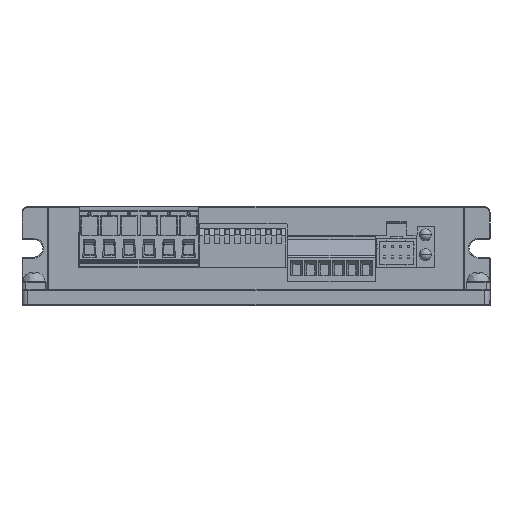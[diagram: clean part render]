
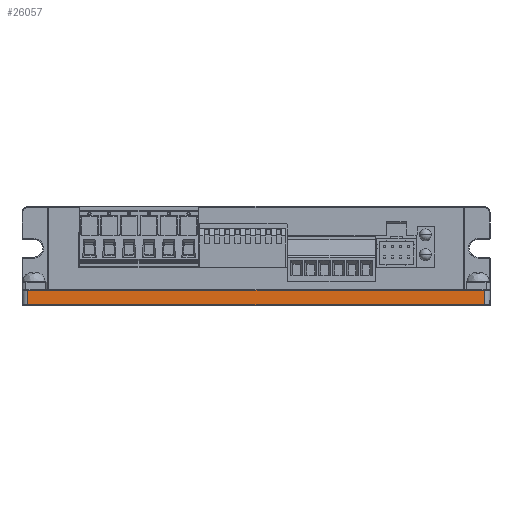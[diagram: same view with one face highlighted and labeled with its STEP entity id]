
A CAD part, top view. The second image highlights one B-rep face of the part: STEP entity #26057.
In plain terms, the highlighted planar face has unit normal (0, 0, 1).
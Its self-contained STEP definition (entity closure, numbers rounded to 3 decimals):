
#2088=DIRECTION('',(1.,0.,0.));
#2089=VECTOR('',#2088,115.);
#2090=CARTESIAN_POINT('',(1.5,-0.3,1.));
#2091=LINE('',#2090,#2089);
#2092=DIRECTION('',(0.,-1.,0.));
#2093=VECTOR('',#2092,3.6);
#2094=CARTESIAN_POINT('',(1.5,3.3,1.));
#2095=LINE('',#2094,#2093);
#2104=DIRECTION('',(-1.,0.,0.));
#2105=VECTOR('',#2104,115.);
#2106=CARTESIAN_POINT('',(116.5,3.3,1.));
#2107=LINE('',#2106,#2105);
#10841=DIRECTION('',(0.,1.,0.));
#10842=VECTOR('',#10841,3.6);
#10843=CARTESIAN_POINT('',(116.5,-0.3,1.));
#10844=LINE('',#10843,#10842);
#20452=CARTESIAN_POINT('',(1.5,-0.3,1.));
#20454=VERTEX_POINT('',#20452);
#20455=CARTESIAN_POINT('',(1.5,3.3,1.));
#20456=VERTEX_POINT('',#20455);
#20464=CARTESIAN_POINT('',(116.5,-0.3,1.));
#20465=VERTEX_POINT('',#20464);
#20466=CARTESIAN_POINT('',(116.5,3.3,1.));
#20467=VERTEX_POINT('',#20466);
#26044=CARTESIAN_POINT('',(59.,1.5,1.));
#26045=DIRECTION('',(0.,0.,1.));
#26046=DIRECTION('',(0.,-1.,0.));
#26047=AXIS2_PLACEMENT_3D('',#26044,#26045,#26046);
#26048=PLANE('',#26047);
#26049=ORIENTED_EDGE('',*,*,#26038,.F.);
#26050=ORIENTED_EDGE('',*,*,#25966,.F.);
#26052=ORIENTED_EDGE('',*,*,#26051,.F.);
#26054=ORIENTED_EDGE('',*,*,#26053,.F.);
#26055=EDGE_LOOP('',(#26049,#26050,#26052,#26054));
#26056=FACE_OUTER_BOUND('',#26055,.F.);
#26057=ADVANCED_FACE('',(#26056),#26048,.T.);
#25966=EDGE_CURVE('',#20456,#20454,#2095,.T.);
#26038=EDGE_CURVE('',#20454,#20465,#2091,.T.);
#26051=EDGE_CURVE('',#20467,#20456,#2107,.T.);
#26053=EDGE_CURVE('',#20465,#20467,#10844,.T.);
